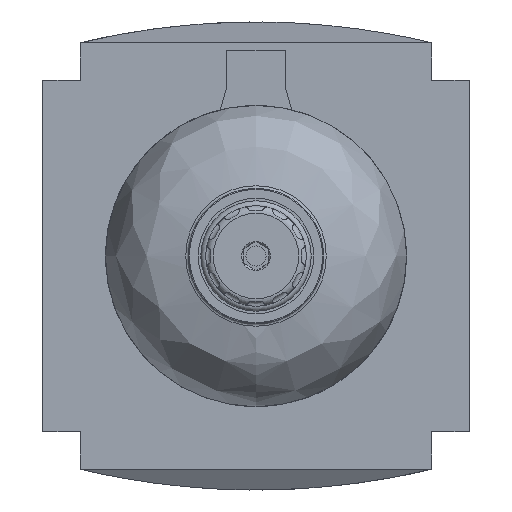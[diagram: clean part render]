
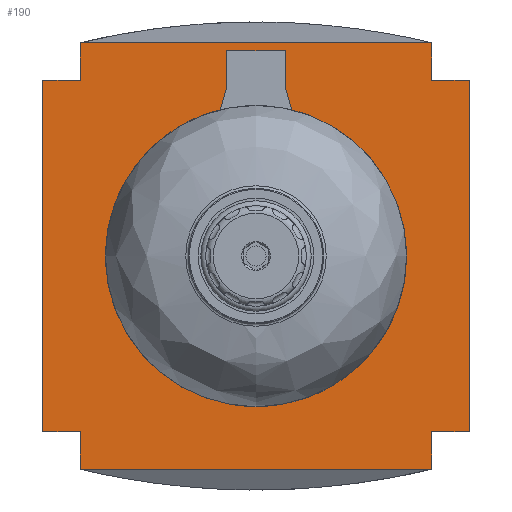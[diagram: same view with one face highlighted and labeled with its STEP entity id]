
A CAD part, front view. The second image highlights one B-rep face of the part: STEP entity #190.
In plain terms, the highlighted planar face has unit normal (0, -1, 0).
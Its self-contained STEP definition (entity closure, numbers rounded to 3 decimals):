
#190 = ADVANCED_FACE( '', ( #617 ), #618, .F. );
#617 = FACE_OUTER_BOUND( '', #1464, .T. );
#618 = PLANE( '', #1465 );
#1464 = EDGE_LOOP( '', ( #2477, #2478, #2479, #2480, #2481, #2482, #2483, #2484, #2485, #2486, #2487, #2488 ) );
#1465 = AXIS2_PLACEMENT_3D( '', #2489, #2490, #2491 );
#2477 = ORIENTED_EDGE( '', *, *, #5583, .F. );
#2478 = ORIENTED_EDGE( '', *, *, #5584, .F. );
#2479 = ORIENTED_EDGE( '', *, *, #5585, .F. );
#2480 = ORIENTED_EDGE( '', *, *, #5586, .T. );
#2481 = ORIENTED_EDGE( '', *, *, #5587, .F. );
#2482 = ORIENTED_EDGE( '', *, *, #5582, .T. );
#2483 = ORIENTED_EDGE( '', *, *, #5493, .F. );
#2484 = ORIENTED_EDGE( '', *, *, #5588, .T. );
#2485 = ORIENTED_EDGE( '', *, *, #5589, .T. );
#2486 = ORIENTED_EDGE( '', *, *, #5590, .F. );
#2487 = ORIENTED_EDGE( '', *, *, #5591, .F. );
#2488 = ORIENTED_EDGE( '', *, *, #5580, .T. );
#2489 = CARTESIAN_POINT( '', ( 0., -51., -103.36 ) );
#2490 = DIRECTION( '', ( 0., 1., 0. ) );
#2491 = DIRECTION( '', ( 0., 0., 1. ) );
#5493 = EDGE_CURVE( '', #6508, #6510, #6511, .T. );
#5580 = EDGE_CURVE( '', #6672, #6673, #6674, .T. );
#5582 = EDGE_CURVE( '', #6605, #6510, #6676, .T. );
#5583 = EDGE_CURVE( '', #6677, #6673, #6678, .T. );
#5584 = EDGE_CURVE( '', #6679, #6677, #6680, .T. );
#5585 = EDGE_CURVE( '', #6681, #6679, #6682, .T. );
#5586 = EDGE_CURVE( '', #6681, #6683, #6684, .T. );
#5587 = EDGE_CURVE( '', #6605, #6683, #6685, .T. );
#5588 = EDGE_CURVE( '', #6508, #6686, #6687, .T. );
#5589 = EDGE_CURVE( '', #6686, #6688, #6689, .T. );
#5590 = EDGE_CURVE( '', #6690, #6688, #6691, .T. );
#5591 = EDGE_CURVE( '', #6672, #6690, #6692, .T. );
#6508 = VERTEX_POINT( '', #8196 );
#6510 = VERTEX_POINT( '', #8199 );
#6511 = LINE( '', #8200, #8201 );
#6605 = VERTEX_POINT( '', #8336 );
#6672 = VERTEX_POINT( '', #8429 );
#6673 = VERTEX_POINT( '', #8430 );
#6674 = LINE( '', #8431, #8432 );
#6676 = LINE( '', #8434, #8435 );
#6677 = VERTEX_POINT( '', #8436 );
#6678 = LINE( '', #8437, #8438 );
#6679 = VERTEX_POINT( '', #8439 );
#6680 = LINE( '', #8440, #8441 );
#6681 = VERTEX_POINT( '', #8442 );
#6682 = LINE( '', #8443, #8444 );
#6683 = VERTEX_POINT( '', #8445 );
#6684 = LINE( '', #8446, #8447 );
#6685 = LINE( '', #8448, #8449 );
#6686 = VERTEX_POINT( '', #8450 );
#6687 = LINE( '', #8451, #8452 );
#6688 = VERTEX_POINT( '', #8453 );
#6689 = LINE( '', #8454, #8455 );
#6690 = VERTEX_POINT( '', #8456 );
#6691 = LINE( '', #8457, #8458 );
#6692 = LINE( '', #8459, #8460 );
#8196 = CARTESIAN_POINT( '', ( -35., -51., 35. ) );
#8199 = CARTESIAN_POINT( '', ( -35., -51., 42.5 ) );
#8200 = CARTESIAN_POINT( '', ( -35., -51., -42.5 ) );
#8201 = VECTOR( '', #11375, 1000. );
#8336 = CARTESIAN_POINT( '', ( 35., -51., 42.5 ) );
#8429 = CARTESIAN_POINT( '', ( -35., -51., -42.5 ) );
#8430 = CARTESIAN_POINT( '', ( 35., -51., -42.5 ) );
#8431 = CARTESIAN_POINT( '', ( 0., -51., -42.5 ) );
#8432 = VECTOR( '', #11500, 1000. );
#8434 = CARTESIAN_POINT( '', ( 0., -51., 42.5 ) );
#8435 = VECTOR( '', #11504, 1000. );
#8436 = CARTESIAN_POINT( '', ( 35., -51., -35. ) );
#8437 = CARTESIAN_POINT( '', ( 35., -51., 42.5 ) );
#8438 = VECTOR( '', #11505, 1000. );
#8439 = CARTESIAN_POINT( '', ( 42.5, -51., -35. ) );
#8440 = CARTESIAN_POINT( '', ( 42.5, -51., -35. ) );
#8441 = VECTOR( '', #11506, 1000. );
#8442 = CARTESIAN_POINT( '', ( 42.5, -51., 35. ) );
#8443 = CARTESIAN_POINT( '', ( 42.5, -51., 35. ) );
#8444 = VECTOR( '', #11507, 1000. );
#8445 = CARTESIAN_POINT( '', ( 35., -51., 35. ) );
#8446 = CARTESIAN_POINT( '', ( 42.5, -51., 35. ) );
#8447 = VECTOR( '', #11508, 1000. );
#8448 = CARTESIAN_POINT( '', ( 35., -51., 42.5 ) );
#8449 = VECTOR( '', #11509, 1000. );
#8450 = CARTESIAN_POINT( '', ( -42.5, -51., 35. ) );
#8451 = CARTESIAN_POINT( '', ( 42.5, -51., 35. ) );
#8452 = VECTOR( '', #11510, 1000. );
#8453 = CARTESIAN_POINT( '', ( -42.5, -51., -35. ) );
#8454 = CARTESIAN_POINT( '', ( -42.5, -51., 35. ) );
#8455 = VECTOR( '', #11511, 1000. );
#8456 = CARTESIAN_POINT( '', ( -35., -51., -35. ) );
#8457 = CARTESIAN_POINT( '', ( 42.5, -51., -35. ) );
#8458 = VECTOR( '', #11512, 1000. );
#8459 = CARTESIAN_POINT( '', ( -35., -51., -42.5 ) );
#8460 = VECTOR( '', #11513, 1000. );
#11375 = DIRECTION( '', ( 0., 0., 1. ) );
#11500 = DIRECTION( '', ( 1., 0., 0. ) );
#11504 = DIRECTION( '', ( -1., 0., 0. ) );
#11505 = DIRECTION( '', ( 0., 0., -1. ) );
#11506 = DIRECTION( '', ( -1., 0., 0. ) );
#11507 = DIRECTION( '', ( 0., 0., -1. ) );
#11508 = DIRECTION( '', ( -1., 0., 0. ) );
#11509 = DIRECTION( '', ( 0., 0., -1. ) );
#11510 = DIRECTION( '', ( -1., 0., 0. ) );
#11511 = DIRECTION( '', ( 0., 0., -1. ) );
#11512 = DIRECTION( '', ( -1., 0., 0. ) );
#11513 = DIRECTION( '', ( 0., 0., 1. ) );
